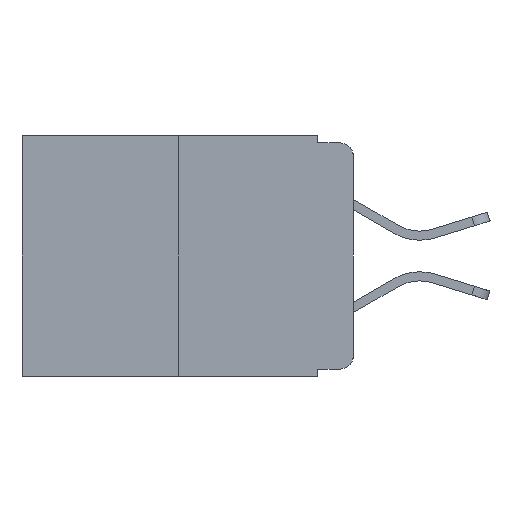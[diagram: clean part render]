
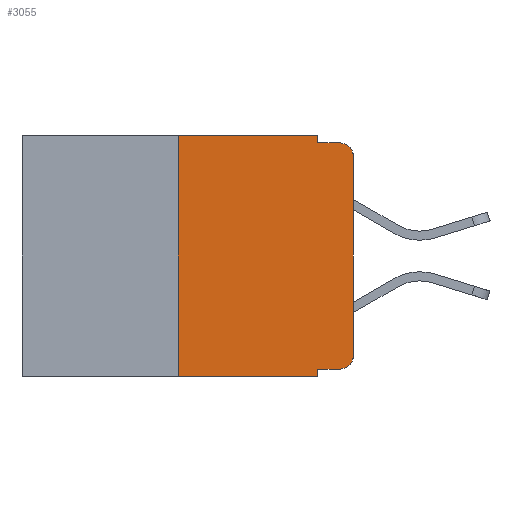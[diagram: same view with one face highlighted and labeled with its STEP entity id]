
A CAD part, left-side view. The second image highlights one B-rep face of the part: STEP entity #3055.
In plain terms, the highlighted planar face has unit normal (-1, 0, 0).
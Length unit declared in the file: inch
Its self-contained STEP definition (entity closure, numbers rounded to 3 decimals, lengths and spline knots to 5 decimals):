
#247 = ORIENTED_EDGE ( 'NONE', *, *, #9823, .T. ) ;
#273 = VERTEX_POINT ( 'NONE', #8877 ) ;
#295 = CARTESIAN_POINT ( 'NONE',  ( 0., 0.25, 0. ) ) ;
#427 = DIRECTION ( 'NONE',  ( -1., 0., 0. ) ) ;
#681 = EDGE_CURVE ( 'NONE', #5858, #7140, #4110, .T. ) ;
#707 = CARTESIAN_POINT ( 'NONE',  ( 0., 0., 0. ) ) ;
#837 = ORIENTED_EDGE ( 'NONE', *, *, #9157, .F. ) ;
#957 = LINE ( 'NONE', #5187, #5330 ) ;
#1019 = LINE ( 'NONE', #8024, #9289 ) ;
#1182 = CARTESIAN_POINT ( 'NONE',  ( 0., 0., -0.03 ) ) ;
#1319 = VERTEX_POINT ( 'NONE', #3273 ) ;
#1330 = LINE ( 'NONE', #1744, #9807 ) ;
#1661 = AXIS2_PLACEMENT_3D ( 'NONE', #7596, #427, #10023 ) ;
#1744 = CARTESIAN_POINT ( 'NONE',  ( 0., 0.473, -0.343 ) ) ;
#1934 = LINE ( 'NONE', #8418, #2909 ) ;
#1944 = ORIENTED_EDGE ( 'NONE', *, *, #2553, .T. ) ;
#2264 = LINE ( 'NONE', #707, #3639 ) ;
#2351 = EDGE_CURVE ( 'NONE', #7140, #1319, #7467, .T. ) ;
#2372 = CARTESIAN_POINT ( 'NONE',  ( 0., 0.051, 0. ) ) ;
#2406 = CIRCLE ( 'NONE', #1661, 0.02 ) ;
#2515 = AXIS2_PLACEMENT_3D ( 'NONE', #7375, #9748, #2593 ) ;
#2553 = EDGE_CURVE ( 'NONE', #8084, #4193, #8719, .T. ) ;
#2593 = DIRECTION ( 'NONE',  ( 0., 0., -1. ) ) ;
#2632 = ORIENTED_EDGE ( 'NONE', *, *, #681, .F. ) ;
#2877 = EDGE_CURVE ( 'NONE', #4193, #8428, #2264, .T. ) ;
#2909 = VECTOR ( 'NONE', #6839, 39.37008 ) ;
#3040 = CARTESIAN_POINT ( 'NONE',  ( 0., 0.051, -0.01 ) ) ;
#3055 = ADVANCED_FACE ( 'NONE', ( #4115 ), #8292, .F. ) ;
#3176 = DIRECTION ( 'NONE',  ( 0., 0., -1. ) ) ;
#3187 = CARTESIAN_POINT ( 'NONE',  ( 0., 0.051, -0.333 ) ) ;
#3273 = CARTESIAN_POINT ( 'NONE',  ( 0., 0.02, -0.01 ) ) ;
#3626 = VERTEX_POINT ( 'NONE', #295 ) ;
#3639 = VECTOR ( 'NONE', #7872, 39.37008 ) ;
#4110 = LINE ( 'NONE', #8118, #8646 ) ;
#4115 = FACE_OUTER_BOUND ( 'NONE', #6966, .T. ) ;
#4136 = DIRECTION ( 'NONE',  ( 0., -1., 0. ) ) ;
#4193 = VERTEX_POINT ( 'NONE', #7434 ) ;
#4220 = DIRECTION ( 'NONE',  ( -1., 0., 0. ) ) ;
#4343 = DIRECTION ( 'NONE',  ( 0., 0., 1. ) ) ;
#4551 = VECTOR ( 'NONE', #4343, 39.37008 ) ;
#4567 = ORIENTED_EDGE ( 'NONE', *, *, #5462, .T. ) ;
#5187 = CARTESIAN_POINT ( 'NONE',  ( 0., 0.051, 0. ) ) ;
#5192 = ORIENTED_EDGE ( 'NONE', *, *, #5914, .F. ) ;
#5330 = VECTOR ( 'NONE', #10027, 39.37008 ) ;
#5450 = AXIS2_PLACEMENT_3D ( 'NONE', #6569, #4220, #9771 ) ;
#5462 = EDGE_CURVE ( 'NONE', #273, #9805, #1330, .T. ) ;
#5478 = VECTOR ( 'NONE', #6259, 39.37008 ) ;
#5858 = VERTEX_POINT ( 'NONE', #2372 ) ;
#5874 = VERTEX_POINT ( 'NONE', #3187 ) ;
#5914 = EDGE_CURVE ( 'NONE', #3626, #5858, #1019, .T. ) ;
#6259 = DIRECTION ( 'NONE',  ( 0., -1., 0. ) ) ;
#6569 = CARTESIAN_POINT ( 'NONE',  ( 0., 0.02, -0.313 ) ) ;
#6839 = DIRECTION ( 'NONE',  ( 0., -1., 0. ) ) ;
#6948 = CARTESIAN_POINT ( 'NONE',  ( 0., 0.02, -0.333 ) ) ;
#6966 = EDGE_LOOP ( 'NONE', ( #9685, #247, #8426, #2632, #5192, #837, #4567, #7208, #8567, #1944 ) ) ;
#7140 = VERTEX_POINT ( 'NONE', #3040 ) ;
#7208 = ORIENTED_EDGE ( 'NONE', *, *, #7388, .F. ) ;
#7375 = CARTESIAN_POINT ( 'NONE',  ( 0., 0.473, 0. ) ) ;
#7388 = EDGE_CURVE ( 'NONE', #5874, #9805, #957, .T. ) ;
#7434 = CARTESIAN_POINT ( 'NONE',  ( 0., 0., -0.313 ) ) ;
#7467 = LINE ( 'NONE', #10264, #5478 ) ;
#7596 = CARTESIAN_POINT ( 'NONE',  ( 0., 0.02, -0.03 ) ) ;
#7622 = CARTESIAN_POINT ( 'NONE',  ( 0., 0.25, 0. ) ) ;
#7872 = DIRECTION ( 'NONE',  ( 0., 0., 1. ) ) ;
#8024 = CARTESIAN_POINT ( 'NONE',  ( 0., 0.473, 0. ) ) ;
#8084 = VERTEX_POINT ( 'NONE', #6948 ) ;
#8118 = CARTESIAN_POINT ( 'NONE',  ( 0., 0.051, 0. ) ) ;
#8292 = PLANE ( 'NONE',  #2515 ) ;
#8418 = CARTESIAN_POINT ( 'NONE',  ( 0., 0.051, -0.333 ) ) ;
#8426 = ORIENTED_EDGE ( 'NONE', *, *, #2351, .F. ) ;
#8428 = VERTEX_POINT ( 'NONE', #1182 ) ;
#8555 = LINE ( 'NONE', #7622, #4551 ) ;
#8567 = ORIENTED_EDGE ( 'NONE', *, *, #9936, .T. ) ;
#8646 = VECTOR ( 'NONE', #3176, 39.37008 ) ;
#8719 = CIRCLE ( 'NONE', #5450, 0.02 ) ;
#8877 = CARTESIAN_POINT ( 'NONE',  ( 0., 0.25, -0.343 ) ) ;
#9089 = CARTESIAN_POINT ( 'NONE',  ( 0., 0.051, -0.343 ) ) ;
#9157 = EDGE_CURVE ( 'NONE', #273, #3626, #8555, .T. ) ;
#9289 = VECTOR ( 'NONE', #9836, 39.37008 ) ;
#9685 = ORIENTED_EDGE ( 'NONE', *, *, #2877, .T. ) ;
#9748 = DIRECTION ( 'NONE',  ( 1., 0., 0. ) ) ;
#9771 = DIRECTION ( 'NONE',  ( 0., 0., -1. ) ) ;
#9805 = VERTEX_POINT ( 'NONE', #9089 ) ;
#9807 = VECTOR ( 'NONE', #4136, 39.37008 ) ;
#9823 = EDGE_CURVE ( 'NONE', #8428, #1319, #2406, .T. ) ;
#9836 = DIRECTION ( 'NONE',  ( 0., -1., 0. ) ) ;
#9936 = EDGE_CURVE ( 'NONE', #5874, #8084, #1934, .T. ) ;
#10023 = DIRECTION ( 'NONE',  ( 0., 0., -1. ) ) ;
#10027 = DIRECTION ( 'NONE',  ( 0., 0., -1. ) ) ;
#10264 = CARTESIAN_POINT ( 'NONE',  ( 0., 0.051, -0.01 ) ) ;
